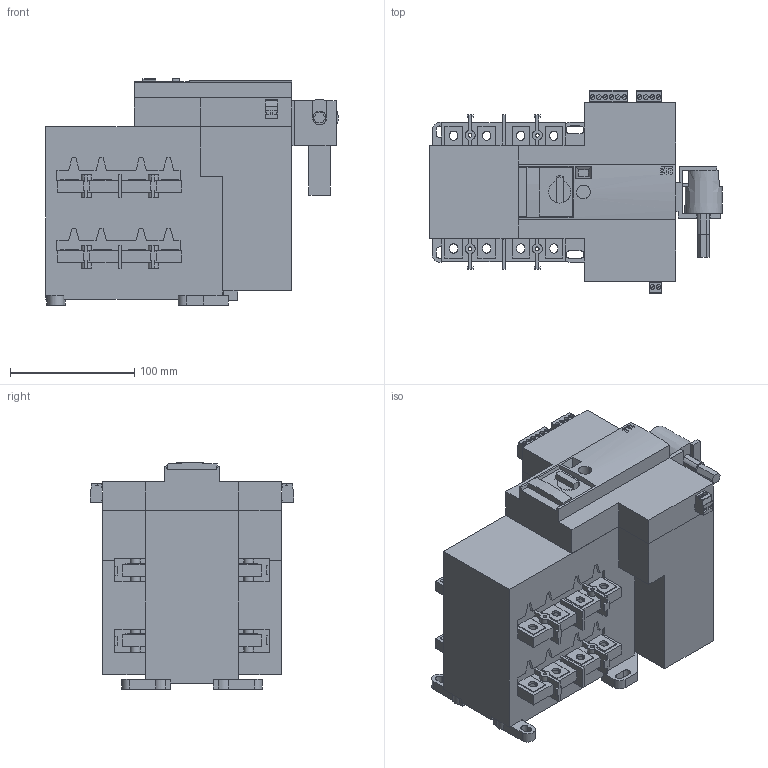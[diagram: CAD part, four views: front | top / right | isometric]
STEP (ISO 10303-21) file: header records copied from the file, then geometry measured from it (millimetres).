
FILE_DESCRIPTION((''),'2;1');
FILE_NAME('004661650_MLBS_63_4P_CO_12V-DC_ASM','2021-10-01T',('marketing.praksa'),('Audax d.o.o.'),'CREO PARAMETRIC BY PTC INC, 2017480','CREO PARAMETRIC BY PTC INC, 2017480','');
FILE_SCHEMA(('AUTOMOTIVE_DESIGN { 1 0 10303 214 1 1 1 1 }'));
Products named in the file (32): 95054006_01_1; 95054006_02_1; 95054006_05_1; 95054006_08_1; 95054006_09_1; 95054006_10_1; 95054006_11_1; ROCKA-ALUMINIJ_1; TELO_1_1; TELO_1_2; TELO_1_3; TELO_1_4; TELO_1_5; TELO_1_6; TELO_1_7; TELO_1_8; TELO_1_9; TELO_1_10; TELO_1_11; TELO_1_12; TELO_1_13; TELO_1_14; TELO_1_15; TELO_1_16; TELO_1_ASM; PLASTIKA-CRNA_1; GUMB-BEZ_1; PRT9568_1_1_2_3_4_1; PRT9568_1_1_2_3_4_2; PRT9568_1_1_2_3_4_3; PRT9568_1_1_2_3_4_ASM; 004661650_MLBS_63_4P_CO_12V-DC_ASM
Assembly tree (31 placements, depth 3):
  004661650_MLBS_63_4P_CO_12V-DC_ASM
    95054006_01_1
    95054006_02_1
    95054006_05_1
    95054006_08_1
    95054006_09_1
    95054006_10_1
    95054006_11_1
    ROCKA-ALUMINIJ_1
    TELO_1_ASM
      TELO_1_1
      TELO_1_2
      TELO_1_3
      TELO_1_4
      TELO_1_5
      TELO_1_6
      TELO_1_7
      TELO_1_8
      TELO_1_9
      TELO_1_10
      TELO_1_11
      TELO_1_12
      TELO_1_13
      TELO_1_14
      TELO_1_15
      TELO_1_16
    PLASTIKA-CRNA_1
    GUMB-BEZ_1
    PRT9568_1_1_2_3_4_ASM
      PRT9568_1_1_2_3_4_1
      PRT9568_1_1_2_3_4_2
      PRT9568_1_1_2_3_4_3
Bounding box: 235.03 x 163.38 x 182 mm (x, y, z)
Volume: 3114277.5 mm3; surface area: 270219.7 mm2
Topology: 29 solids, 29 shells, 1440 faces, 4012 edges, 2695 vertices
Faces by surface type: plane 1165, cylinder 268, cone 5, bspline 2
Entity records: 64865 total; most frequent: CARTESIAN_POINT 8979, ORIENTED_EDGE 8024, DIRECTION 7648, PRESENTATION_STYLE_ASSIGNMENT 4589, STYLED_ITEM 4589, CURVE_STYLE 4012, EDGE_CURVE 4012, VECTOR 3228
